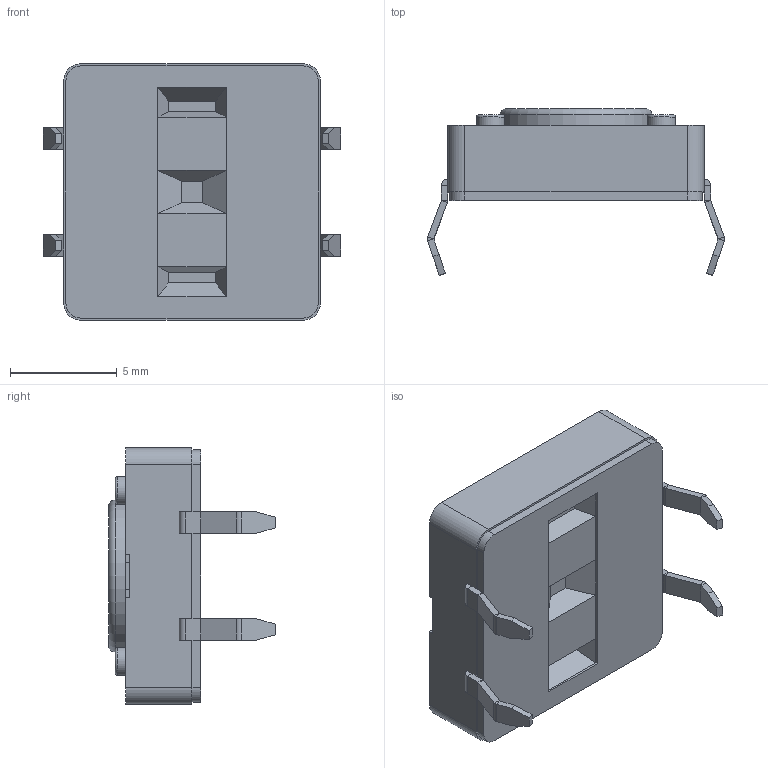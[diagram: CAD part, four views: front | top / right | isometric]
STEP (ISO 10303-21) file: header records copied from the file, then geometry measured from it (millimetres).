
FILE_DESCRIPTION(/* description */ (''),/* implementation_level */ '2;1');
FILE_NAME(/* name */ '505-1-2-1-xx-xx.stp',/* time_stamp */ '2026-02-02T09:56:25+01:00',/* author */ ('Andreas.Larin'),/* organization */ (''),/* preprocessor_version */ 'ST-DEVELOPER v20',/* originating_system */ 'Autodesk Inventor 2025',/* authorisation */ '');
FILE_SCHEMA (('AUTOMOTIVE_DESIGN { 1 0 10303 214 3 1 1 }'));
Length unit declared in the file: millimetre
Products named in the file (1): 505-1-2-1-xx-xx
Bounding box: 13.9 x 7.8 x 12 mm (x, y, z)
Volume: 525.5 mm3; surface area: 562.1 mm2
Topology: 1 solids, 6 shells, 232 faces, 541 edges, 330 vertices
Faces by surface type: plane 177, cylinder 46, torus 5, cone 4
Full cylindrical faces by diameter (mm): 1 x4, 1.3 x4, 7.1 x1, 7.25 x1
Entity records: 6759 total; most frequent: DIRECTION 1122, CARTESIAN_POINT 1104, ORIENTED_EDGE 1082, EDGE_CURVE 541, LINE 426, VECTOR 426, AXIS2_PLACEMENT_3D 348, VERTEX_POINT 330
